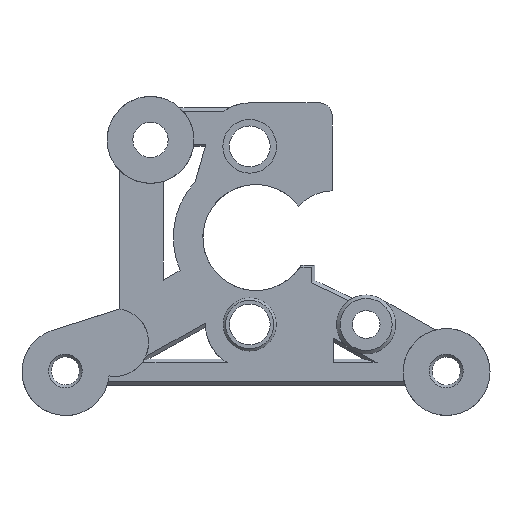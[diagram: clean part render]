
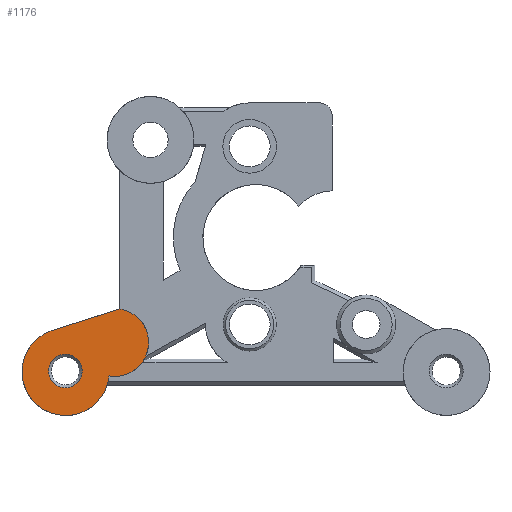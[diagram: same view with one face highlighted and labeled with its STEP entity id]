
A CAD part, front view. The second image highlights one B-rep face of the part: STEP entity #1176.
In plain terms, the highlighted planar face has unit normal (0, -1, 0).
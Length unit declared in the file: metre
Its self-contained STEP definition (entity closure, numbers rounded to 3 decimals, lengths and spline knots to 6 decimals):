
#83=CIRCLE('',#1385,0.001935);
#84=CIRCLE('',#1386,0.00502);
#85=CIRCLE('',#1387,0.003902);
#218=ORIENTED_EDGE('',*,*,#533,.F.);
#219=ORIENTED_EDGE('',*,*,#534,.F.);
#220=ORIENTED_EDGE('',*,*,#535,.T.);
#221=ORIENTED_EDGE('',*,*,#482,.F.);
#482=EDGE_CURVE('',#642,#640,#739,.T.);
#533=EDGE_CURVE('',#688,#688,#83,.T.);
#534=EDGE_CURVE('',#689,#642,#84,.T.);
#535=EDGE_CURVE('',#689,#640,#85,.T.);
#640=VERTEX_POINT('',#1919);
#642=VERTEX_POINT('',#1923);
#688=VERTEX_POINT('',#2036);
#689=VERTEX_POINT('',#2038);
#739=LINE('',#1924,#833);
#833=VECTOR('',#1538,1.);
#934=EDGE_LOOP('',(#218));
#935=EDGE_LOOP('',(#219,#220,#221));
#1037=FACE_BOUND('',#934,.T.);
#1038=FACE_BOUND('',#935,.T.);
#1118=PLANE('',#1384);
#1176=ADVANCED_FACE('',(#1037,#1038),#1118,.T.);
#1384=AXIS2_PLACEMENT_3D('',#2034,#1637,#1638);
#1385=AXIS2_PLACEMENT_3D('',#2035,#1639,#1640);
#1386=AXIS2_PLACEMENT_3D('',#2037,#1641,#1642);
#1387=AXIS2_PLACEMENT_3D('',#2039,#1643,#1644);
#1538=DIRECTION('',(0.953,0.,0.304));
#1637=DIRECTION('',(0.,-1.,0.));
#1638=DIRECTION('',(1.,0.,0.));
#1639=DIRECTION('',(0.,-1.,0.));
#1640=DIRECTION('',(0.,0.,1.));
#1641=DIRECTION('',(0.,1.,0.));
#1642=DIRECTION('',(0.,0.,1.));
#1643=DIRECTION('',(0.,-1.,0.));
#1644=DIRECTION('',(0.,0.,1.));
#1919=CARTESIAN_POINT('',(0.199396,0.021332,0.184401));
#1923=CARTESIAN_POINT('',(0.192014,0.021332,0.182047));
#1924=CARTESIAN_POINT('',(0.192014,0.021332,0.182047));
#2034=CARTESIAN_POINT('',(0.215044,0.021332,0.191011));
#2035=CARTESIAN_POINT('',(0.193126,0.021332,0.177265));
#2036=CARTESIAN_POINT('',(0.193126,0.021332,0.1792));
#2037=CARTESIAN_POINT('',(0.193159,0.021332,0.17716));
#2038=CARTESIAN_POINT('',(0.198157,0.021332,0.176694));
#2039=CARTESIAN_POINT('',(0.198808,0.021332,0.180541));
